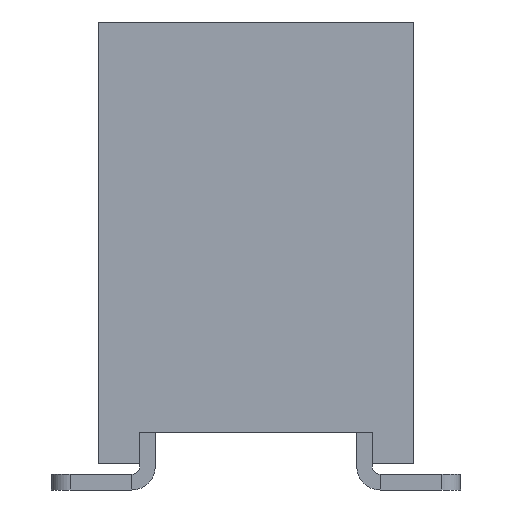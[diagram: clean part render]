
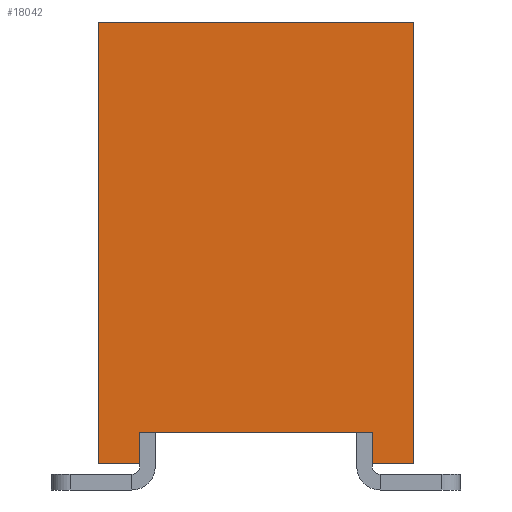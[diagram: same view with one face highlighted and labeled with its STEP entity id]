
A CAD part, left-side view. The second image highlights one B-rep face of the part: STEP entity #18042.
In plain terms, the highlighted planar face has unit normal (-1, 0, 0).
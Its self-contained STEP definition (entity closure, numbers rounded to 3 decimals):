
#998 = ORIENTED_EDGE ( 'NONE', *, *, #39735, .T. ) ;
#1004 = VERTEX_POINT ( 'NONE', #36396 ) ;
#1064 = LINE ( 'NONE', #13018, #18307 ) ;
#1115 = CARTESIAN_POINT ( 'NONE',  ( -49.53, -1.27, 0.4 ) ) ;
#1738 = LINE ( 'NONE', #35650, #23817 ) ;
#2563 = EDGE_CURVE ( 'NONE', #19114, #25549, #4838, .T. ) ;
#2987 = CARTESIAN_POINT ( 'NONE',  ( -49.53, 0.6, 0.9 ) ) ;
#3001 = CARTESIAN_POINT ( 'NONE',  ( -49.53, -3.14, 0.9 ) ) ;
#3985 = ORIENTED_EDGE ( 'NONE', *, *, #10596, .T. ) ;
#4269 = VECTOR ( 'NONE', #20653, 1000. ) ;
#4395 = VECTOR ( 'NONE', #40954, 1000. ) ;
#4482 = DIRECTION ( 'NONE',  ( 0., 0., -1. ) ) ;
#4486 = LINE ( 'NONE', #42920, #40974 ) ;
#4838 = LINE ( 'NONE', #14395, #23806 ) ;
#5130 = VERTEX_POINT ( 'NONE', #43911 ) ;
#6188 = VERTEX_POINT ( 'NONE', #43331 ) ;
#6793 = CARTESIAN_POINT ( 'NONE',  ( -49.53, 1.27, 7.5 ) ) ;
#7507 = ORIENTED_EDGE ( 'NONE', *, *, #35320, .T. ) ;
#9191 = EDGE_CURVE ( 'NONE', #1004, #41457, #40985, .T. ) ;
#9387 = DIRECTION ( 'NONE',  ( 0., -1., 0. ) ) ;
#9540 = CARTESIAN_POINT ( 'NONE',  ( -49.53, 0.6, 0.9 ) ) ;
#9842 = CARTESIAN_POINT ( 'NONE',  ( -49.53, -1.27, 7.5 ) ) ;
#10412 = CARTESIAN_POINT ( 'NONE',  ( -49.53, -3.81, 0.4 ) ) ;
#10596 = EDGE_CURVE ( 'NONE', #14895, #25549, #4486, .T. ) ;
#11971 = VECTOR ( 'NONE', #13471, 1000. ) ;
#12808 = CARTESIAN_POINT ( 'NONE',  ( -49.53, -3.14, 0.4 ) ) ;
#13018 = CARTESIAN_POINT ( 'NONE',  ( -49.53, -1.27, 7.5 ) ) ;
#13471 = DIRECTION ( 'NONE',  ( 0., -1., 0. ) ) ;
#14395 = CARTESIAN_POINT ( 'NONE',  ( -49.53, -3.14, 0.9 ) ) ;
#14895 = VERTEX_POINT ( 'NONE', #9540 ) ;
#15525 = AXIS2_PLACEMENT_3D ( 'NONE', #9842, #27325, #17330 ) ;
#15776 = ORIENTED_EDGE ( 'NONE', *, *, #2563, .F. ) ;
#16891 = FACE_OUTER_BOUND ( 'NONE', #40724, .T. ) ;
#17330 = DIRECTION ( 'NONE',  ( 0., 0., -1. ) ) ;
#18042 = ADVANCED_FACE ( 'NONE', ( #16891 ), #44448, .F. ) ;
#18307 = VECTOR ( 'NONE', #9387, 1000. ) ;
#19114 = VERTEX_POINT ( 'NONE', #12808 ) ;
#20208 = CARTESIAN_POINT ( 'NONE',  ( -49.53, 0.6, 0.4 ) ) ;
#20522 = EDGE_CURVE ( 'NONE', #30886, #19114, #25206, .T. ) ;
#20653 = DIRECTION ( 'NONE',  ( 0., 0., -1. ) ) ;
#21712 = VECTOR ( 'NONE', #40200, 1000. ) ;
#22407 = DIRECTION ( 'NONE',  ( 0., -1., 0. ) ) ;
#23471 = ORIENTED_EDGE ( 'NONE', *, *, #27903, .F. ) ;
#23806 = VECTOR ( 'NONE', #39193, 1000. ) ;
#23817 = VECTOR ( 'NONE', #4482, 1000. ) ;
#23905 = CARTESIAN_POINT ( 'NONE',  ( -49.53, -1.27, 0.4 ) ) ;
#25206 = LINE ( 'NONE', #1115, #21712 ) ;
#25549 = VERTEX_POINT ( 'NONE', #3001 ) ;
#27325 = DIRECTION ( 'NONE',  ( 1., 0., 0. ) ) ;
#27903 = EDGE_CURVE ( 'NONE', #6188, #30886, #1738, .T. ) ;
#30886 = VERTEX_POINT ( 'NONE', #10412 ) ;
#31325 = ORIENTED_EDGE ( 'NONE', *, *, #9191, .T. ) ;
#33934 = ORIENTED_EDGE ( 'NONE', *, *, #20522, .F. ) ;
#35016 = LINE ( 'NONE', #6793, #4269 ) ;
#35320 = EDGE_CURVE ( 'NONE', #5130, #1004, #35016, .T. ) ;
#35650 = CARTESIAN_POINT ( 'NONE',  ( -49.53, -3.81, 7.5 ) ) ;
#36396 = CARTESIAN_POINT ( 'NONE',  ( -49.53, 1.27, 0.4 ) ) ;
#38693 = EDGE_CURVE ( 'NONE', #5130, #6188, #1064, .T. ) ;
#39193 = DIRECTION ( 'NONE',  ( 0., 0., 1. ) ) ;
#39735 = EDGE_CURVE ( 'NONE', #41457, #14895, #41169, .T. ) ;
#40200 = DIRECTION ( 'NONE',  ( 0., 1., 0. ) ) ;
#40724 = EDGE_LOOP ( 'NONE', ( #998, #3985, #15776, #33934, #23471, #42638, #7507, #31325 ) ) ;
#40954 = DIRECTION ( 'NONE',  ( 0., 0., 1. ) ) ;
#40974 = VECTOR ( 'NONE', #22407, 1000. ) ;
#40985 = LINE ( 'NONE', #23905, #11971 ) ;
#41169 = LINE ( 'NONE', #2987, #4395 ) ;
#41457 = VERTEX_POINT ( 'NONE', #20208 ) ;
#42638 = ORIENTED_EDGE ( 'NONE', *, *, #38693, .F. ) ;
#42920 = CARTESIAN_POINT ( 'NONE',  ( -49.53, -1.27, 0.9 ) ) ;
#43331 = CARTESIAN_POINT ( 'NONE',  ( -49.53, -3.81, 7.5 ) ) ;
#43911 = CARTESIAN_POINT ( 'NONE',  ( -49.53, 1.27, 7.5 ) ) ;
#44448 = PLANE ( 'NONE',  #15525 ) ;
